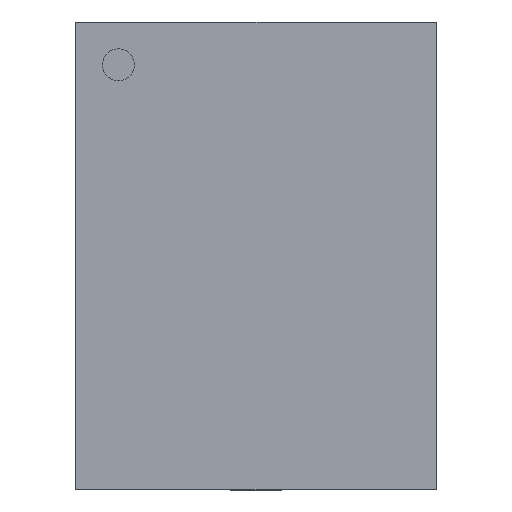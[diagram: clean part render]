
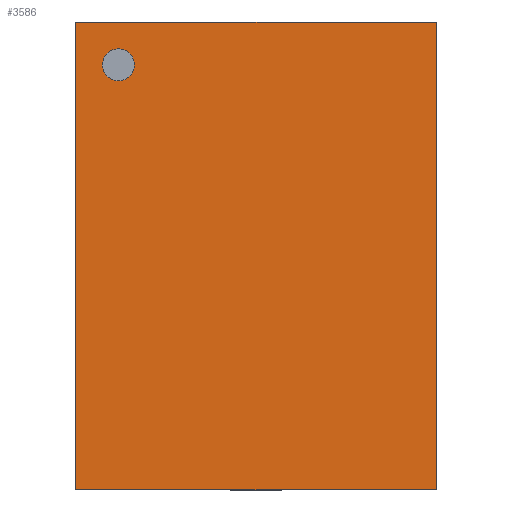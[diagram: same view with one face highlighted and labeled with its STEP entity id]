
A CAD part, top view. The second image highlights one B-rep face of the part: STEP entity #3586.
In plain terms, the highlighted planar face has unit normal (0, 0, 1).
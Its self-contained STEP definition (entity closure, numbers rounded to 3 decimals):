
#110=FACE_BOUND('',#734,.T.);
#217=PLANE('',#4190);
#433=FACE_OUTER_BOUND('',#733,.T.);
#733=EDGE_LOOP('',(#3281,#3282,#3283,#3284));
#734=EDGE_LOOP('',(#3285));
#849=LINE('',#6595,#970);
#851=LINE('',#6599,#972);
#853=LINE('',#6603,#974);
#855=LINE('',#6606,#976);
#970=VECTOR('',#5479,10.);
#972=VECTOR('',#5483,10.);
#974=VECTOR('',#5487,10.);
#976=VECTOR('',#5491,10.);
#977=CIRCLE('',#3602,0.45);
#1363=VERTEX_POINT('',#5496);
#1761=VERTEX_POINT('',#6592);
#1762=VERTEX_POINT('',#6594);
#1763=VERTEX_POINT('',#6598);
#1764=VERTEX_POINT('',#6602);
#1765=EDGE_CURVE('',#1363,#1363,#977,.T.);
#2265=EDGE_CURVE('',#1762,#1761,#849,.T.);
#2267=EDGE_CURVE('',#1763,#1762,#851,.T.);
#2269=EDGE_CURVE('',#1764,#1763,#853,.T.);
#2271=EDGE_CURVE('',#1761,#1764,#855,.T.);
#3281=ORIENTED_EDGE('',*,*,#2271,.T.);
#3282=ORIENTED_EDGE('',*,*,#2269,.T.);
#3283=ORIENTED_EDGE('',*,*,#2267,.T.);
#3284=ORIENTED_EDGE('',*,*,#2265,.T.);
#3285=ORIENTED_EDGE('',*,*,#1765,.T.);
#3586=ADVANCED_FACE('',(#433,#110),#217,.T.);
#3602=AXIS2_PLACEMENT_3D('',#5497,#4195,#4196);
#4190=AXIS2_PLACEMENT_3D('',#6607,#5492,#5493);
#4195=DIRECTION('center_axis',(0.,0.,-1.));
#4196=DIRECTION('ref_axis',(-1.,0.,0.));
#5479=DIRECTION('',(0.,-1.,0.));
#5483=DIRECTION('',(-1.,0.,0.));
#5487=DIRECTION('',(0.,1.,0.));
#5491=DIRECTION('',(1.,0.,0.));
#5492=DIRECTION('center_axis',(0.,0.,1.));
#5493=DIRECTION('ref_axis',(1.,0.,0.));
#5496=CARTESIAN_POINT('',(-3.4,5.35,1.2));
#5497=CARTESIAN_POINT('Origin',(-3.85,5.35,1.2));
#6592=CARTESIAN_POINT('',(-5.05,-6.55,1.2));
#6594=CARTESIAN_POINT('',(-5.05,6.55,1.2));
#6595=CARTESIAN_POINT('',(-5.05,-6.55,1.2));
#6598=CARTESIAN_POINT('',(5.05,6.55,1.2));
#6599=CARTESIAN_POINT('',(-5.05,6.55,1.2));
#6602=CARTESIAN_POINT('',(5.05,-6.55,1.2));
#6603=CARTESIAN_POINT('',(5.05,6.55,1.2));
#6606=CARTESIAN_POINT('',(5.05,-6.55,1.2));
#6607=CARTESIAN_POINT('Origin',(0.,0.,
1.2));
